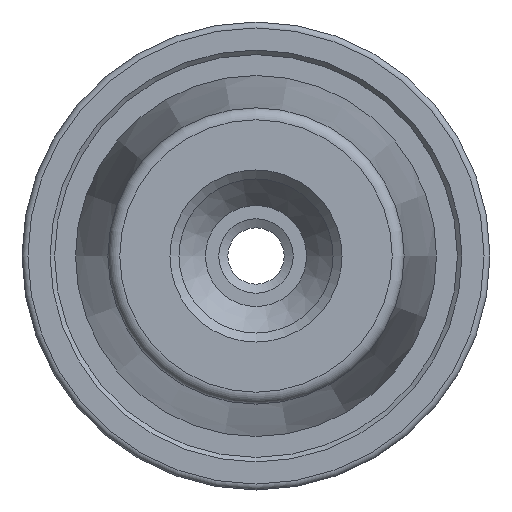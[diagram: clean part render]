
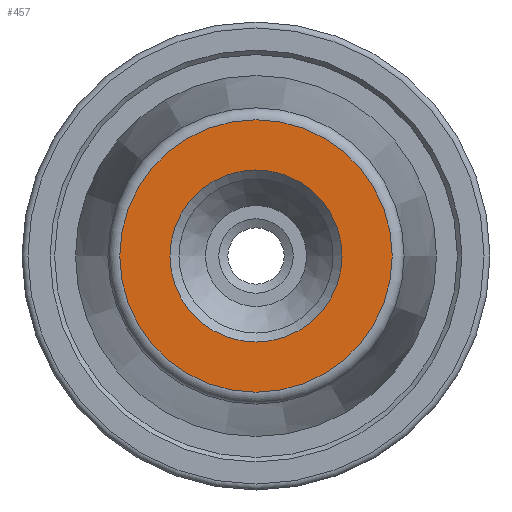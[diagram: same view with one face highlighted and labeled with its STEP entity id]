
A CAD part, left-side view. The second image highlights one B-rep face of the part: STEP entity #457.
In plain terms, the highlighted planar face has unit normal (-1, 0, 0).
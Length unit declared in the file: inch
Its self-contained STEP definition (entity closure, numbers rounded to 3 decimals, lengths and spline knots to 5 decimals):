
#45=FACE_BOUND('',#124,.T.);
#51=PLANE('',#539);
#88=FACE_OUTER_BOUND('',#123,.T.);
#123=EDGE_LOOP('',(#410));
#124=EDGE_LOOP('',(#411));
#202=CIRCLE('',#538,0.28591);
#203=CIRCLE('',#540,0.45276);
#238=VERTEX_POINT('',#826);
#239=VERTEX_POINT('',#830);
#296=EDGE_CURVE('',#238,#238,#202,.T.);
#297=EDGE_CURVE('',#239,#239,#203,.T.);
#410=ORIENTED_EDGE('',*,*,#297,.F.);
#411=ORIENTED_EDGE('',*,*,#296,.T.);
#457=ADVANCED_FACE('',(#88,#45),#51,.T.);
#538=AXIS2_PLACEMENT_3D('',#828,#696,#697);
#539=AXIS2_PLACEMENT_3D('',#829,#698,#699);
#540=AXIS2_PLACEMENT_3D('',#831,#700,#701);
#696=DIRECTION('center_axis',(1.,0.,0.));
#697=DIRECTION('ref_axis',(0.,0.,-1.));
#698=DIRECTION('center_axis',(-1.,0.,0.));
#699=DIRECTION('ref_axis',(0.,0.,1.));
#700=DIRECTION('center_axis',(1.,0.,0.));
#701=DIRECTION('ref_axis',(0.,0.,-1.));
#826=CARTESIAN_POINT('',(-1.84843,-0.28591,0.));
#828=CARTESIAN_POINT('Origin',(-1.84843,0.,0.));
#829=CARTESIAN_POINT('Origin',(-1.84843,0.45276,0.));
#830=CARTESIAN_POINT('',(-1.84843,0.,0.45276));
#831=CARTESIAN_POINT('Origin',(-1.84843,0.,0.));
